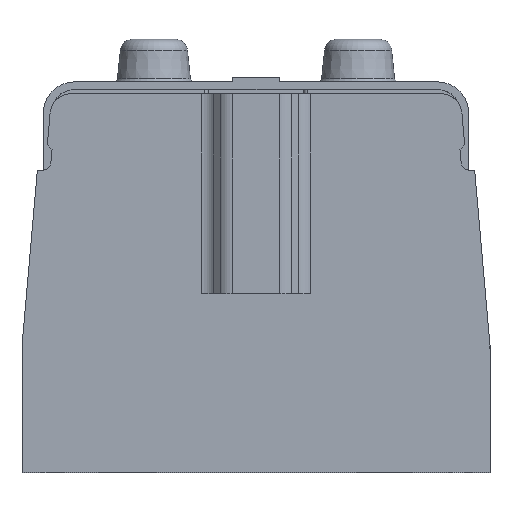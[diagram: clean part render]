
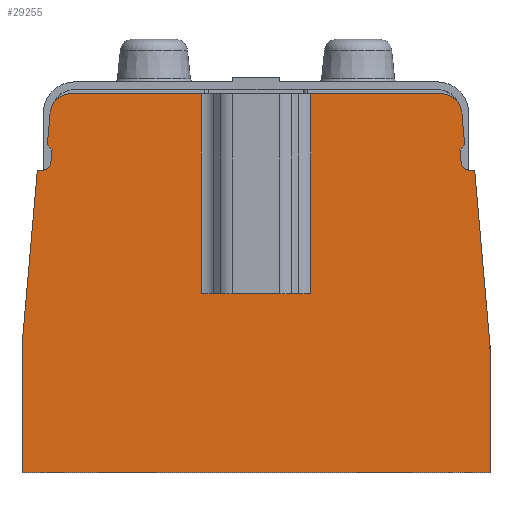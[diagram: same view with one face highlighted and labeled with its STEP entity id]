
A CAD part, top view. The second image highlights one B-rep face of the part: STEP entity #29255.
In plain terms, the highlighted planar face has unit normal (0, 0, 1).
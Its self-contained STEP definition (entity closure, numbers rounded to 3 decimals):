
#277=DIRECTION('',(-1.,0.,0.));
#278=VECTOR('',#277,30.562);
#279=CARTESIAN_POINT('',(43.419,44.5,21.));
#280=LINE('',#279,#278);
#309=DIRECTION('',(-1.,0.,0.));
#310=VECTOR('',#309,30.562);
#311=CARTESIAN_POINT('',(-12.857,44.5,21.));
#312=LINE('',#311,#310);
#966=DIRECTION('',(0.,-1.,0.));
#967=VECTOR('',#966,29.852);
#968=CARTESIAN_POINT('',(-55.,-14.648,21.));
#969=LINE('',#968,#967);
#1041=DIRECTION('',(1.,0.,0.));
#1042=VECTOR('',#1041,110.);
#1043=CARTESIAN_POINT('',(-55.,-44.5,21.));
#1044=LINE('',#1043,#1042);
#11206=DIRECTION('',(0.,1.,0.));
#11207=VECTOR('',#11206,29.852);
#11208=CARTESIAN_POINT('',(55.,-44.5,21.));
#11209=LINE('',#11208,#11207);
#11226=CARTESIAN_POINT('',(43.419,39.5,21.));
#11227=DIRECTION('',(0.,0.,-1.));
#11228=DIRECTION('',(0.,1.,0.));
#11229=AXIS2_PLACEMENT_3D('',#11226,#11227,#11228);
#11231=DIRECTION('',(0.087,-0.996,0.));
#11232=VECTOR('',#11231,7.464);
#11233=CARTESIAN_POINT('',(48.4,39.936,21.));
#11234=LINE('',#11233,#11232);
#11235=DIRECTION('',(-0.707,-0.707,0.));
#11236=VECTOR('',#11235,1.566);
#11237=CARTESIAN_POINT('',(49.05,32.5,21.));
#11238=LINE('',#11237,#11236);
#11239=DIRECTION('',(0.087,-0.996,0.));
#11240=VECTOR('',#11239,3.078);
#11241=CARTESIAN_POINT('',(47.943,31.392,21.));
#11242=LINE('',#11241,#11240);
#11243=CARTESIAN_POINT('',(50.203,28.5,21.));
#11244=DIRECTION('',(0.,0.,1.));
#11245=DIRECTION('',(-0.996,-0.087,0.));
#11246=AXIS2_PLACEMENT_3D('',#11243,#11244,#11245);
#11248=DIRECTION('',(0.087,-0.996,0.));
#11249=VECTOR('',#11248,41.306);
#11250=CARTESIAN_POINT('',(51.401,26.5,21.));
#11251=LINE('',#11250,#11249);
#11252=DIRECTION('',(0.087,0.996,0.));
#11253=VECTOR('',#11252,41.306);
#11254=CARTESIAN_POINT('',(-55.,-14.648,21.));
#11255=LINE('',#11254,#11253);
#11256=CARTESIAN_POINT('',(-50.203,28.5,21.));
#11257=DIRECTION('',(0.,0.,1.));
#11258=DIRECTION('',(0.,-1.,0.));
#11259=AXIS2_PLACEMENT_3D('',#11256,#11257,#11258);
#11261=DIRECTION('',(0.087,0.996,0.));
#11262=VECTOR('',#11261,3.078);
#11263=CARTESIAN_POINT('',(-48.21,28.326,21.));
#11264=LINE('',#11263,#11262);
#11265=DIRECTION('',(-0.707,0.707,0.));
#11266=VECTOR('',#11265,1.566);
#11267=CARTESIAN_POINT('',(-47.942,31.392,21.));
#11268=LINE('',#11267,#11266);
#11269=DIRECTION('',(0.087,0.996,0.));
#11270=VECTOR('',#11269,7.464);
#11271=CARTESIAN_POINT('',(-49.05,32.5,21.));
#11272=LINE('',#11271,#11270);
#11273=CARTESIAN_POINT('',(-43.418,39.5,21.));
#11274=DIRECTION('',(0.,0.,-1.));
#11275=DIRECTION('',(-0.996,0.087,0.));
#11276=AXIS2_PLACEMENT_3D('',#11273,#11274,#11275);
#11278=DIRECTION('',(-1.,0.,0.));
#11279=VECTOR('',#11278,25.714);
#11280=CARTESIAN_POINT('',(12.857,-2.5,21.));
#11281=LINE('',#11280,#11279);
#11310=DIRECTION('',(0.,1.,0.));
#11311=VECTOR('',#11310,47.);
#11312=CARTESIAN_POINT('',(-12.857,-2.5,21.));
#11313=LINE('',#11312,#11311);
#11346=DIRECTION('',(0.,-1.,0.));
#11347=VECTOR('',#11346,47.);
#11348=CARTESIAN_POINT('',(12.857,44.5,21.));
#11349=LINE('',#11348,#11347);
#11445=DIRECTION('',(-1.,0.,0.));
#11446=VECTOR('',#11445,1.197);
#11447=CARTESIAN_POINT('',(-50.203,26.5,21.));
#11448=LINE('',#11447,#11446);
#11981=DIRECTION('',(-1.,0.,0.));
#11982=VECTOR('',#11981,1.197);
#11983=CARTESIAN_POINT('',(51.401,26.5,21.));
#11984=LINE('',#11983,#11982);
#12837=CARTESIAN_POINT('',(12.857,-2.5,21.));
#12838=CARTESIAN_POINT('',(-12.857,-2.5,21.));
#12839=VERTEX_POINT('',#12837);
#12840=VERTEX_POINT('',#12838);
#12841=CARTESIAN_POINT('',(12.857,44.5,21.));
#12842=VERTEX_POINT('',#12841);
#12843=CARTESIAN_POINT('',(43.419,44.5,21.));
#12844=VERTEX_POINT('',#12843);
#12845=CARTESIAN_POINT('',(48.4,39.936,21.));
#12846=VERTEX_POINT('',#12845);
#12847=CARTESIAN_POINT('',(49.05,32.5,21.));
#12848=VERTEX_POINT('',#12847);
#12849=CARTESIAN_POINT('',(47.943,31.392,21.));
#12850=VERTEX_POINT('',#12849);
#12851=CARTESIAN_POINT('',(48.211,28.326,21.));
#12852=VERTEX_POINT('',#12851);
#12853=CARTESIAN_POINT('',(50.203,26.5,21.));
#12854=VERTEX_POINT('',#12853);
#12855=CARTESIAN_POINT('',(51.401,26.5,21.));
#12856=VERTEX_POINT('',#12855);
#12857=CARTESIAN_POINT('',(55.,-14.648,21.));
#12858=VERTEX_POINT('',#12857);
#12859=CARTESIAN_POINT('',(55.,-44.5,21.));
#12860=VERTEX_POINT('',#12859);
#12861=CARTESIAN_POINT('',(-55.,-44.5,21.));
#12862=VERTEX_POINT('',#12861);
#12863=CARTESIAN_POINT('',(-55.,-14.648,21.));
#12864=VERTEX_POINT('',#12863);
#12865=CARTESIAN_POINT('',(-51.4,26.5,21.));
#12866=VERTEX_POINT('',#12865);
#12867=CARTESIAN_POINT('',(-50.203,26.5,21.));
#12868=VERTEX_POINT('',#12867);
#12869=CARTESIAN_POINT('',(-48.21,28.326,21.));
#12870=VERTEX_POINT('',#12869);
#12871=CARTESIAN_POINT('',(-47.942,31.392,21.));
#12872=VERTEX_POINT('',#12871);
#12873=CARTESIAN_POINT('',(-49.05,32.5,21.));
#12874=VERTEX_POINT('',#12873);
#12875=CARTESIAN_POINT('',(-48.399,39.936,21.));
#12876=VERTEX_POINT('',#12875);
#12877=CARTESIAN_POINT('',(-43.418,44.5,21.));
#12878=VERTEX_POINT('',#12877);
#12879=CARTESIAN_POINT('',(-12.857,44.5,21.));
#12880=VERTEX_POINT('',#12879);
#29209=CARTESIAN_POINT('',(0.,0.,21.));
#29210=DIRECTION('',(0.,0.,1.));
#29211=DIRECTION('',(-1.,0.,0.));
#29212=AXIS2_PLACEMENT_3D('',#29209,#29210,#29211);
#29213=PLANE('',#29212);
#29215=ORIENTED_EDGE('',*,*,#29214,.F.);
#29217=ORIENTED_EDGE('',*,*,#29216,.F.);
#29218=ORIENTED_EDGE('',*,*,#15994,.F.);
#29220=ORIENTED_EDGE('',*,*,#29219,.T.);
#29222=ORIENTED_EDGE('',*,*,#29221,.T.);
#29224=ORIENTED_EDGE('',*,*,#29223,.T.);
#29226=ORIENTED_EDGE('',*,*,#29225,.T.);
#29228=ORIENTED_EDGE('',*,*,#29227,.T.);
#29230=ORIENTED_EDGE('',*,*,#29229,.F.);
#29232=ORIENTED_EDGE('',*,*,#29231,.T.);
#29233=ORIENTED_EDGE('',*,*,#29196,.F.);
#29234=ORIENTED_EDGE('',*,*,#17025,.F.);
#29235=ORIENTED_EDGE('',*,*,#16958,.F.);
#29237=ORIENTED_EDGE('',*,*,#29236,.T.);
#29239=ORIENTED_EDGE('',*,*,#29238,.F.);
#29241=ORIENTED_EDGE('',*,*,#29240,.T.);
#29243=ORIENTED_EDGE('',*,*,#29242,.T.);
#29245=ORIENTED_EDGE('',*,*,#29244,.T.);
#29247=ORIENTED_EDGE('',*,*,#29246,.T.);
#29249=ORIENTED_EDGE('',*,*,#29248,.T.);
#29250=ORIENTED_EDGE('',*,*,#16010,.F.);
#29252=ORIENTED_EDGE('',*,*,#29251,.F.);
#29253=EDGE_LOOP('',(#29215,#29217,#29218,#29220,#29222,#29224,#29226,#29228,
#29230,#29232,#29233,#29234,#29235,#29237,#29239,#29241,#29243,#29245,#29247,
#29249,#29250,#29252));
#29254=FACE_OUTER_BOUND('',#29253,.F.);
#11230=CIRCLE('',#11229,5.);
#11247=CIRCLE('',#11246,2.);
#11260=CIRCLE('',#11259,2.);
#11277=CIRCLE('',#11276,5.);
#15994=EDGE_CURVE('',#12844,#12842,#280,.T.);
#16010=EDGE_CURVE('',#12880,#12878,#312,.T.);
#16958=EDGE_CURVE('',#12864,#12862,#969,.T.);
#17025=EDGE_CURVE('',#12862,#12860,#1044,.T.);
#29196=EDGE_CURVE('',#12860,#12858,#11209,.T.);
#29214=EDGE_CURVE('',#12839,#12840,#11281,.T.);
#29216=EDGE_CURVE('',#12842,#12839,#11349,.T.);
#29219=EDGE_CURVE('',#12844,#12846,#11230,.T.);
#29221=EDGE_CURVE('',#12846,#12848,#11234,.T.);
#29223=EDGE_CURVE('',#12848,#12850,#11238,.T.);
#29225=EDGE_CURVE('',#12850,#12852,#11242,.T.);
#29227=EDGE_CURVE('',#12852,#12854,#11247,.T.);
#29229=EDGE_CURVE('',#12856,#12854,#11984,.T.);
#29231=EDGE_CURVE('',#12856,#12858,#11251,.T.);
#29236=EDGE_CURVE('',#12864,#12866,#11255,.T.);
#29238=EDGE_CURVE('',#12868,#12866,#11448,.T.);
#29240=EDGE_CURVE('',#12868,#12870,#11260,.T.);
#29242=EDGE_CURVE('',#12870,#12872,#11264,.T.);
#29244=EDGE_CURVE('',#12872,#12874,#11268,.T.);
#29246=EDGE_CURVE('',#12874,#12876,#11272,.T.);
#29248=EDGE_CURVE('',#12876,#12878,#11277,.T.);
#29251=EDGE_CURVE('',#12840,#12880,#11313,.T.);
#29255=ADVANCED_FACE('',(#29254),#29213,.T.);
